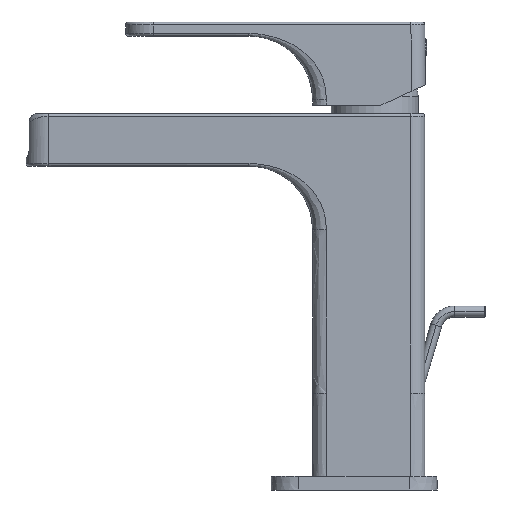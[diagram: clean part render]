
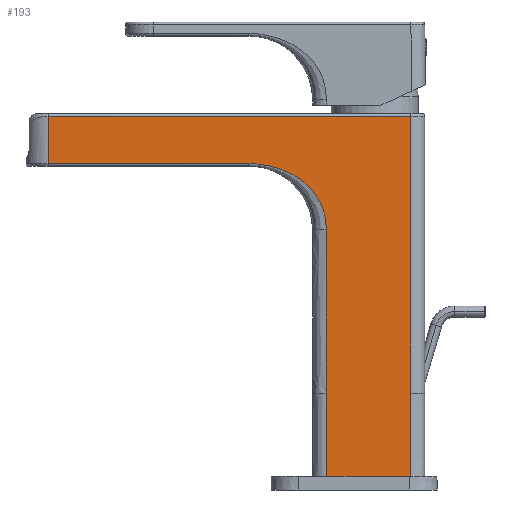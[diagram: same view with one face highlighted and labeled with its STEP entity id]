
A CAD part, left-side view. The second image highlights one B-rep face of the part: STEP entity #193.
In plain terms, the highlighted planar face has unit normal (-1, 0, 0).
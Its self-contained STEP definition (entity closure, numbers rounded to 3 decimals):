
#83=CARTESIAN_POINT('Axis2P3D Location',(-18.,0.,0.)) ;
#88=CARTESIAN_POINT('Line Origine',(-18.,52.5,-30.)) ;
#92=CARTESIAN_POINT('Vertex',(-18.,-13.,-30.)) ;
#94=CARTESIAN_POINT('Vertex',(-18.,17.5,-30.)) ;
#97=CARTESIAN_POINT('Line Origine',(-18.,-13.,35.)) ;
#101=CARTESIAN_POINT('Vertex',(-18.,-13.,0.)) ;
#104=CARTESIAN_POINT('Line Origine',(-18.,-13.,35.)) ;
#108=CARTESIAN_POINT('Vertex',(-18.,-13.,100.)) ;
#112=CARTESIAN_POINT('Control Point',(-18.,118.,100.)) ;
#113=CARTESIAN_POINT('Control Point',(-18.,74.4,100.)) ;
#114=CARTESIAN_POINT('Control Point',(-18.,30.68,100.)) ;
#115=CARTESIAN_POINT('Control Point',(-18.,-13.,100.)) ;
#116=CARTESIAN_POINT('Vertex',(-18.,118.,100.)) ;
#119=CARTESIAN_POINT('Line Origine',(-18.,118.,35.)) ;
#123=CARTESIAN_POINT('Vertex',(-18.,118.,83.)) ;
#127=CARTESIAN_POINT('Control Point',(-18.,45.5,83.)) ;
#128=CARTESIAN_POINT('Control Point',(-18.,52.35,83.)) ;
#129=CARTESIAN_POINT('Control Point',(-18.,59.401,83.)) ;
#130=CARTESIAN_POINT('Control Point',(-18.,66.547,83.)) ;
#131=CARTESIAN_POINT('Control Point',(-18.,78.651,83.)) ;
#132=CARTESIAN_POINT('Control Point',(-18.,90.978,83.)) ;
#133=CARTESIAN_POINT('Control Point',(-18.,95.972,83.)) ;
#134=CARTESIAN_POINT('Control Point',(-18.,103.437,83.)) ;
#135=CARTESIAN_POINT('Control Point',(-18.,110.937,83.)) ;
#136=CARTESIAN_POINT('Control Point',(-18.,113.309,83.)) ;
#137=CARTESIAN_POINT('Control Point',(-18.,115.65,83.)) ;
#138=CARTESIAN_POINT('Control Point',(-18.,118.,83.)) ;
#139=CARTESIAN_POINT('Vertex',(-18.,45.5,83.)) ;
#143=CARTESIAN_POINT('Control Point',(-18.,17.5,59.)) ;
#144=CARTESIAN_POINT('Control Point',(-18.,17.5,60.598)) ;
#145=CARTESIAN_POINT('Control Point',(-18.,17.615,62.217)) ;
#146=CARTESIAN_POINT('Control Point',(-18.,17.886,63.849)) ;
#147=CARTESIAN_POINT('Control Point',(-18.,18.779,67.125)) ;
#148=CARTESIAN_POINT('Control Point',(-18.,20.332,70.2)) ;
#149=CARTESIAN_POINT('Control Point',(-18.,21.286,71.685)) ;
#150=CARTESIAN_POINT('Control Point',(-18.,23.406,74.366)) ;
#151=CARTESIAN_POINT('Control Point',(-18.,25.957,76.611)) ;
#152=CARTESIAN_POINT('Control Point',(-18.,27.276,77.589)) ;
#153=CARTESIAN_POINT('Control Point',(-18.,29.9,79.233)) ;
#154=CARTESIAN_POINT('Control Point',(-18.,32.669,80.481)) ;
#155=CARTESIAN_POINT('Control Point',(-18.,34.003,80.987)) ;
#156=CARTESIAN_POINT('Control Point',(-18.,37.138,81.988)) ;
#157=CARTESIAN_POINT('Control Point',(-18.,40.27,82.604)) ;
#158=CARTESIAN_POINT('Control Point',(-18.,42.04,82.85)) ;
#159=CARTESIAN_POINT('Control Point',(-18.,43.791,83.)) ;
#160=CARTESIAN_POINT('Control Point',(-18.,45.5,83.)) ;
#161=CARTESIAN_POINT('Vertex',(-18.,17.5,59.)) ;
#165=CARTESIAN_POINT('Control Point',(-18.,17.5,0.)) ;
#166=CARTESIAN_POINT('Control Point',(-18.,17.5,2.317)) ;
#167=CARTESIAN_POINT('Control Point',(-18.,17.5,4.632)) ;
#168=CARTESIAN_POINT('Control Point',(-18.,17.5,6.983)) ;
#169=CARTESIAN_POINT('Control Point',(-18.,17.5,19.185)) ;
#170=CARTESIAN_POINT('Control Point',(-18.,17.5,31.269)) ;
#171=CARTESIAN_POINT('Control Point',(-18.,17.5,40.697)) ;
#172=CARTESIAN_POINT('Control Point',(-18.,17.5,50.061)) ;
#173=CARTESIAN_POINT('Control Point',(-18.,17.5,59.)) ;
#174=CARTESIAN_POINT('Vertex',(-18.,17.5,0.)) ;
#177=CARTESIAN_POINT('Line Origine',(-18.,17.5,35.)) ;
#84=DIRECTION('Axis2P3D Direction',(1.,0.,0.)) ;
#85=DIRECTION('Axis2P3D XDirection',(0.,1.,0.)) ;
#89=DIRECTION('Vector Direction',(0.,1.,0.)) ;
#98=DIRECTION('Vector Direction',(0.,0.,1.)) ;
#105=DIRECTION('Vector Direction',(0.,0.,1.)) ;
#120=DIRECTION('Vector Direction',(0.,0.,1.)) ;
#178=DIRECTION('Vector Direction',(0.,0.,1.)) ;
#86=AXIS2_PLACEMENT_3D('Plane Axis2P3D',#83,#84,#85) ;
#183=ORIENTED_EDGE('',*,*,#96,.F.) ;
#184=ORIENTED_EDGE('',*,*,#103,.F.) ;
#185=ORIENTED_EDGE('',*,*,#110,.T.) ;
#186=ORIENTED_EDGE('',*,*,#118,.F.) ;
#187=ORIENTED_EDGE('',*,*,#125,.T.) ;
#188=ORIENTED_EDGE('',*,*,#141,.F.) ;
#189=ORIENTED_EDGE('',*,*,#163,.F.) ;
#190=ORIENTED_EDGE('',*,*,#176,.F.) ;
#191=ORIENTED_EDGE('',*,*,#181,.T.) ;
#90=VECTOR('Line Direction',#89,1.) ;
#99=VECTOR('Line Direction',#98,1.) ;
#106=VECTOR('Line Direction',#105,1.) ;
#121=VECTOR('Line Direction',#120,1.) ;
#179=VECTOR('Line Direction',#178,1.) ;
#193=ADVANCED_FACE('P32668.1\\PartBody',(#192),#87,.F.) ;
#111=B_SPLINE_CURVE_WITH_KNOTS('',3,(#112,#113,#114,#115),.UNSPECIFIED.,.F.,.U.,(4,4),(123.883,350.782),.UNSPECIFIED.) ;
#126=B_SPLINE_CURVE_WITH_KNOTS('',5,(#127,#128,#129,#130,#131,#132,#133,#134,#135,#136,#137,#138),.UNSPECIFIED.,.F.,.U.,(6,3,3,6),(68.941,132.169,174.725,195.397),.UNSPECIFIED.) ;
#142=B_SPLINE_CURVE_WITH_KNOTS('',5,(#143,#144,#145,#146,#147,#148,#149,#150,#151,#152,#153,#154,#155,#156,#157,#158,#159,#160),.UNSPECIFIED.,.F.,.U.,(6,3,3,3,3,6),(282.074,295.014,308.444,321.109,332.56,347.883),.UNSPECIFIED.) ;
#164=B_SPLINE_CURVE_WITH_KNOTS('',5,(#165,#166,#167,#168,#169,#170,#171,#172,#173),.UNSPECIFIED.,.F.,.U.,(6,3,6),(60.891,81.385,163.887),.UNSPECIFIED.) ;
#96=EDGE_CURVE('',#93,#95,#91,.T.) ;
#103=EDGE_CURVE('',#102,#93,#100,.F.) ;
#110=EDGE_CURVE('',#102,#109,#107,.T.) ;
#118=EDGE_CURVE('',#117,#109,#111,.T.) ;
#125=EDGE_CURVE('',#117,#124,#122,.F.) ;
#141=EDGE_CURVE('',#140,#124,#126,.T.) ;
#163=EDGE_CURVE('',#162,#140,#142,.T.) ;
#176=EDGE_CURVE('',#175,#162,#164,.T.) ;
#181=EDGE_CURVE('',#175,#95,#180,.F.) ;
#182=EDGE_LOOP('',(#183,#184,#185,#186,#187,#188,#189,#190,#191)) ;
#192=FACE_OUTER_BOUND('',#182,.T.) ;
#91=LINE('Line',#88,#90) ;
#100=LINE('Line',#97,#99) ;
#107=LINE('Line',#104,#106) ;
#122=LINE('Line',#119,#121) ;
#180=LINE('Line',#177,#179) ;
#87=PLANE('',#86) ;
#93=VERTEX_POINT('',#92) ;
#95=VERTEX_POINT('',#94) ;
#102=VERTEX_POINT('',#101) ;
#109=VERTEX_POINT('',#108) ;
#117=VERTEX_POINT('',#116) ;
#124=VERTEX_POINT('',#123) ;
#140=VERTEX_POINT('',#139) ;
#162=VERTEX_POINT('',#161) ;
#175=VERTEX_POINT('',#174) ;
